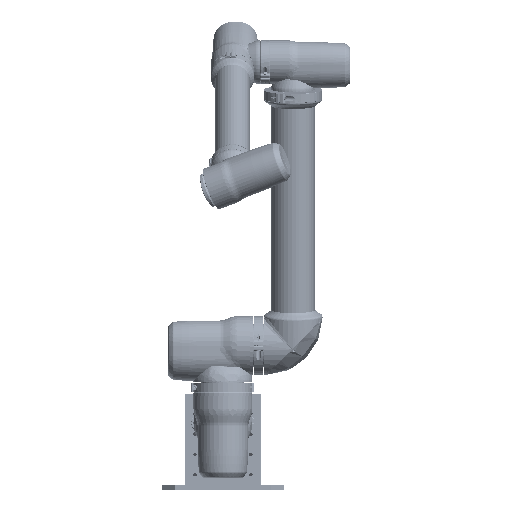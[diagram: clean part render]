
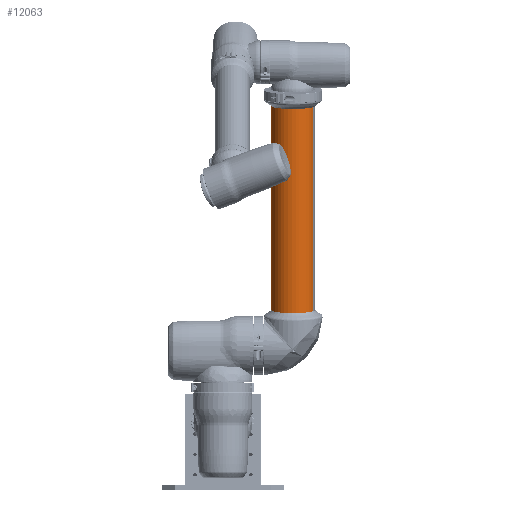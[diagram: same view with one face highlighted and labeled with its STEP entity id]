
A CAD part, front view. The second image highlights one B-rep face of the part: STEP entity #12063.
In plain terms, the highlighted cylindrical face has radius 43 mm (diameter 86 mm), a partial arc.
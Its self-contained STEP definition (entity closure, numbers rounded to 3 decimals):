
#221 = CARTESIAN_POINT ( 'NONE',  ( 43., 0., 406. ) ) ;
#4364 = EDGE_CURVE ( 'NONE', #5635, #103715, #24637, .T. ) ;
#5635 = VERTEX_POINT ( 'NONE', #94653 ) ;
#12063 = ADVANCED_FACE ( 'NONE', ( #23493 ), #33355, .T. ) ;
#23493 = FACE_OUTER_BOUND ( 'NONE', #108840, .T. ) ;
#24637 = CIRCLE ( 'NONE', #65558, 43. ) ;
#33355 = CYLINDRICAL_SURFACE ( 'NONE', #113857, 43. ) ;
#40401 = CIRCLE ( 'NONE', #90575, 43. ) ;
#48602 = DIRECTION ( 'NONE',  ( 0., 0., -1. ) ) ;
#56717 = CARTESIAN_POINT ( 'NONE',  ( -43., 0., 0. ) ) ;
#59037 = DIRECTION ( 'NONE',  ( -1., 0., 0. ) ) ;
#59601 = DIRECTION ( 'NONE',  ( 0., 0., -1. ) ) ;
#61237 = EDGE_CURVE ( 'NONE', #103715, #107912, #103296, .T. ) ;
#61518 = CARTESIAN_POINT ( 'NONE',  ( 43., 0., 0. ) ) ;
#65558 = AXIS2_PLACEMENT_3D ( 'NONE', #111633, #70124, #96343 ) ;
#68693 = EDGE_CURVE ( 'NONE', #5635, #82401, #87575, .T. ) ;
#70124 = DIRECTION ( 'NONE',  ( 0., 0., 1. ) ) ;
#75379 = CARTESIAN_POINT ( 'NONE',  ( 0., 0., 406. ) ) ;
#77198 = ORIENTED_EDGE ( 'NONE', *, *, #97556, .T. ) ;
#78829 = DIRECTION ( 'NONE',  ( 0., 0., -1. ) ) ;
#80573 = CARTESIAN_POINT ( 'NONE',  ( -43., 0., 406. ) ) ;
#82401 = VERTEX_POINT ( 'NONE', #56717 ) ;
#83095 = DIRECTION ( 'NONE',  ( 0., 0., 1. ) ) ;
#85826 = CARTESIAN_POINT ( 'NONE',  ( 43., 0., 406. ) ) ;
#87575 = LINE ( 'NONE', #80573, #111340 ) ;
#89235 = ORIENTED_EDGE ( 'NONE', *, *, #61237, .F. ) ;
#90575 = AXIS2_PLACEMENT_3D ( 'NONE', #90664, #83095, #107526 ) ;
#90664 = CARTESIAN_POINT ( 'NONE',  ( 0., 0., 0. ) ) ;
#94653 = CARTESIAN_POINT ( 'NONE',  ( -43., 0., 406. ) ) ;
#96343 = DIRECTION ( 'NONE',  ( 1., 0., 0. ) ) ;
#97556 = EDGE_CURVE ( 'NONE', #82401, #107912, #40401, .T. ) ;
#103296 = LINE ( 'NONE', #85826, #104501 ) ;
#103715 = VERTEX_POINT ( 'NONE', #221 ) ;
#104501 = VECTOR ( 'NONE', #59601, 1000. ) ;
#107526 = DIRECTION ( 'NONE',  ( 1., 0., 0. ) ) ;
#107912 = VERTEX_POINT ( 'NONE', #61518 ) ;
#108840 = EDGE_LOOP ( 'NONE', ( #89235, #109528, #113950, #77198 ) ) ;
#109528 = ORIENTED_EDGE ( 'NONE', *, *, #4364, .F. ) ;
#111340 = VECTOR ( 'NONE', #78829, 1000. ) ;
#111633 = CARTESIAN_POINT ( 'NONE',  ( 0., 0., 406. ) ) ;
#113857 = AXIS2_PLACEMENT_3D ( 'NONE', #75379, #48602, #59037 ) ;
#113950 = ORIENTED_EDGE ( 'NONE', *, *, #68693, .T. ) ;
